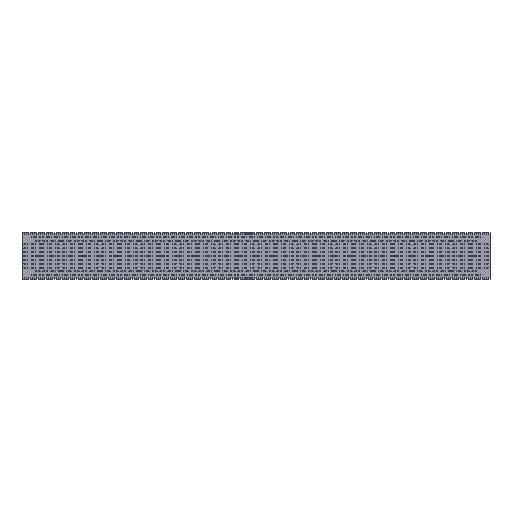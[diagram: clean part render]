
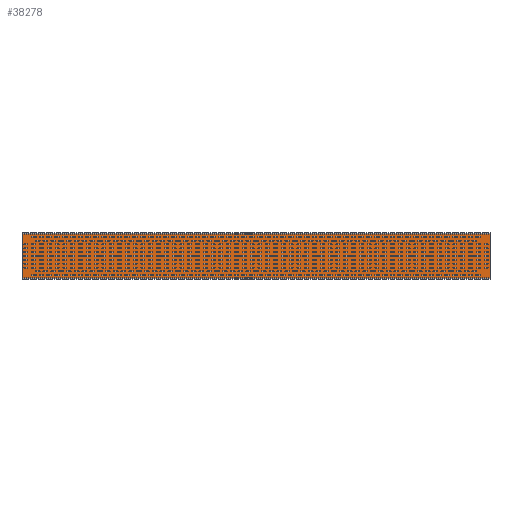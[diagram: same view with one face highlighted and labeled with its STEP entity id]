
A CAD part, top view. The second image highlights one B-rep face of the part: STEP entity #38278.
In plain terms, the highlighted planar face has unit normal (0, 0, 1).
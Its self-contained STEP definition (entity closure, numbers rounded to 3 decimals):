
#8044=FACE_OUTER_BOUND('',#9680,.T.);
#9680=EDGE_LOOP('',(#30400,#30401,#30402,#30403));
#11295=LINE('',#57521,#14443);
#11321=LINE('',#57617,#14469);
#11326=LINE('',#57630,#14474);
#11332=LINE('',#57653,#14480);
#14443=VECTOR('',#44735,1.);
#14469=VECTOR('',#44831,1.);
#14474=VECTOR('',#44844,1.);
#14480=VECTOR('',#44872,1.);
#17595=VERTEX_POINT('',#57518);
#17596=VERTEX_POINT('',#57520);
#17631=VERTEX_POINT('',#57615);
#17635=VERTEX_POINT('',#57629);
#23888=EDGE_CURVE('',#17596,#17595,#11295,.T.);
#23937=EDGE_CURVE('',#17631,#17595,#11321,.F.);
#23943=EDGE_CURVE('',#17635,#17596,#11326,.T.);
#23955=EDGE_CURVE('',#17635,#17631,#11332,.T.);
#30400=ORIENTED_EDGE('',*,*,#23937,.F.);
#30401=ORIENTED_EDGE('',*,*,#23955,.F.);
#30402=ORIENTED_EDGE('',*,*,#23943,.T.);
#30403=ORIENTED_EDGE('',*,*,#23888,.T.);
#36642=PLANE('',#39956);
#38278=ADVANCED_FACE('',(#8044),#36642,.T.);
#39956=AXIS2_PLACEMENT_3D('',#57689,#44916,#44917);
#44735=DIRECTION('',(0.,1.,0.));
#44831=DIRECTION('',(-1.,0.,0.));
#44844=DIRECTION('',(1.,0.,0.));
#44872=DIRECTION('',(0.,1.,0.));
#44916=DIRECTION('center_axis',(0.,0.,1.));
#44917=DIRECTION('ref_axis',(1.,0.,0.));
#57518=CARTESIAN_POINT('',(3110.982,216.629,-23.5));
#57520=CARTESIAN_POINT('',(3110.982,-76.371,-23.5));
#57521=CARTESIAN_POINT('',(3110.982,70.129,-23.5));
#57615=CARTESIAN_POINT('',(80.982,216.629,-23.5));
#57617=CARTESIAN_POINT('',(1595.982,216.629,-23.5));
#57629=CARTESIAN_POINT('',(80.982,-76.371,-23.5));
#57630=CARTESIAN_POINT('',(1595.982,-76.371,-23.5));
#57653=CARTESIAN_POINT('',(80.982,70.129,-23.5));
#57689=CARTESIAN_POINT('Origin',(1595.982,70.129,-23.5));
